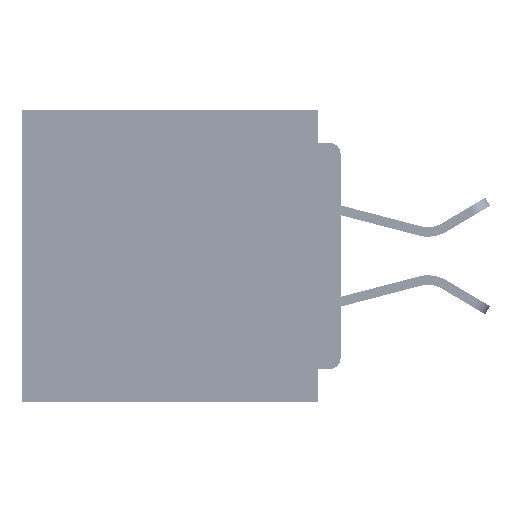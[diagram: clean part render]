
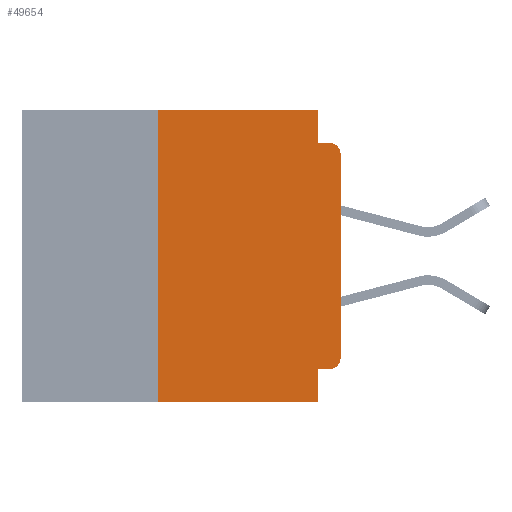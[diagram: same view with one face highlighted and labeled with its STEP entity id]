
A CAD part, left-side view. The second image highlights one B-rep face of the part: STEP entity #49654.
In plain terms, the highlighted planar face has unit normal (-1, 0, 0).
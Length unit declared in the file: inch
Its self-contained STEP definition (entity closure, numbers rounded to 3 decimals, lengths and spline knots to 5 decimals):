
#590 = ORIENTED_EDGE ( 'NONE', *, *, #36282, .F. ) ;
#1203 = VERTEX_POINT ( 'NONE', #16338 ) ;
#1207 = ORIENTED_EDGE ( 'NONE', *, *, #43214, .T. ) ;
#1415 = VECTOR ( 'NONE', #47754, 39.37008 ) ;
#1517 = DIRECTION ( 'NONE',  ( 0., 1., 0. ) ) ;
#3490 = DIRECTION ( 'NONE',  ( 1., 0., 0. ) ) ;
#3732 = VERTEX_POINT ( 'NONE', #47674 ) ;
#5021 = VECTOR ( 'NONE', #53744, 39.37008 ) ;
#5635 = CARTESIAN_POINT ( 'NONE',  ( 0., 0.031, 0. ) ) ;
#6462 = VERTEX_POINT ( 'NONE', #17765 ) ;
#8055 = CARTESIAN_POINT ( 'NONE',  ( 0., 0.031, -0.4 ) ) ;
#9098 = DIRECTION ( 'NONE',  ( -1., 0., 0. ) ) ;
#9124 = DIRECTION ( 'NONE',  ( 0., 0., 1. ) ) ;
#10141 = VERTEX_POINT ( 'NONE', #50628 ) ;
#10632 = CIRCLE ( 'NONE', #36042, 0.015 ) ;
#12007 = CIRCLE ( 'NONE', #54006, 0.015 ) ;
#12564 = CARTESIAN_POINT ( 'NONE',  ( 0., 0., -0.34 ) ) ;
#12962 = VECTOR ( 'NONE', #31092, 39.37008 ) ;
#13501 = EDGE_CURVE ( 'NONE', #16473, #1203, #52061, .T. ) ;
#13599 = VECTOR ( 'NONE', #1517, 39.37008 ) ;
#14223 = CARTESIAN_POINT ( 'NONE',  ( 0., 0.437, 0. ) ) ;
#15041 = LINE ( 'NONE', #17048, #36562 ) ;
#16291 = VECTOR ( 'NONE', #22873, 39.37008 ) ;
#16338 = CARTESIAN_POINT ( 'NONE',  ( 0., 0.031, -0.4 ) ) ;
#16473 = VERTEX_POINT ( 'NONE', #55454 ) ;
#17048 = CARTESIAN_POINT ( 'NONE',  ( 0., 0.25, -0.4 ) ) ;
#17153 = LINE ( 'NONE', #34895, #40016 ) ;
#17765 = CARTESIAN_POINT ( 'NONE',  ( 0., 0.015, -0.045 ) ) ;
#18280 = EDGE_CURVE ( 'NONE', #28310, #3732, #24314, .T. ) ;
#19009 = ORIENTED_EDGE ( 'NONE', *, *, #25221, .F. ) ;
#19028 = AXIS2_PLACEMENT_3D ( 'NONE', #20647, #3490, #33611 ) ;
#20647 = CARTESIAN_POINT ( 'NONE',  ( 0., 0.437, 0. ) ) ;
#20704 = VERTEX_POINT ( 'NONE', #52857 ) ;
#20976 = EDGE_CURVE ( 'NONE', #10141, #6462, #12007, .T. ) ;
#21140 = CARTESIAN_POINT ( 'NONE',  ( 0., 0.25, 0. ) ) ;
#21359 = DIRECTION ( 'NONE',  ( 0., 0., 1. ) ) ;
#21395 = ORIENTED_EDGE ( 'NONE', *, *, #26391, .F. ) ;
#22041 = CARTESIAN_POINT ( 'NONE',  ( 0., 0.031, 0. ) ) ;
#22551 = CARTESIAN_POINT ( 'NONE',  ( 0., 0.031, -0.355 ) ) ;
#22646 = ORIENTED_EDGE ( 'NONE', *, *, #13501, .T. ) ;
#22726 = FACE_OUTER_BOUND ( 'NONE', #51210, .T. ) ;
#22778 = CARTESIAN_POINT ( 'NONE',  ( 0., 0., -0.355 ) ) ;
#22873 = DIRECTION ( 'NONE',  ( 0., -1., 0. ) ) ;
#24226 = ORIENTED_EDGE ( 'NONE', *, *, #18280, .F. ) ;
#24314 = LINE ( 'NONE', #22041, #1415 ) ;
#24739 = DIRECTION ( 'NONE',  ( -1., 0., 0. ) ) ;
#25059 = LINE ( 'NONE', #22778, #13599 ) ;
#25221 = EDGE_CURVE ( 'NONE', #43090, #28310, #50534, .T. ) ;
#26364 = VECTOR ( 'NONE', #29731, 39.37008 ) ;
#26391 = EDGE_CURVE ( 'NONE', #3732, #6462, #47224, .T. ) ;
#27703 = LINE ( 'NONE', #8055, #26364 ) ;
#28310 = VERTEX_POINT ( 'NONE', #5635 ) ;
#29731 = DIRECTION ( 'NONE',  ( 0., 0., -1. ) ) ;
#31092 = DIRECTION ( 'NONE',  ( 0., -1., 0. ) ) ;
#31604 = EDGE_CURVE ( 'NONE', #32151, #10141, #17153, .T. ) ;
#32151 = VERTEX_POINT ( 'NONE', #12564 ) ;
#33611 = DIRECTION ( 'NONE',  ( 0., 0., -1. ) ) ;
#34057 = VERTEX_POINT ( 'NONE', #22551 ) ;
#34866 = CARTESIAN_POINT ( 'NONE',  ( 0., 0.015, -0.34 ) ) ;
#34895 = CARTESIAN_POINT ( 'NONE',  ( 0., 0., 0. ) ) ;
#35002 = EDGE_CURVE ( 'NONE', #16473, #43090, #15041, .T. ) ;
#35905 = EDGE_CURVE ( 'NONE', #20704, #34057, #25059, .T. ) ;
#36042 = AXIS2_PLACEMENT_3D ( 'NONE', #34866, #9098, #39186 ) ;
#36282 = EDGE_CURVE ( 'NONE', #34057, #1203, #27703, .T. ) ;
#36562 = VECTOR ( 'NONE', #21359, 39.37008 ) ;
#39186 = DIRECTION ( 'NONE',  ( 0., 0., -1. ) ) ;
#39410 = ORIENTED_EDGE ( 'NONE', *, *, #31604, .T. ) ;
#39686 = CARTESIAN_POINT ( 'NONE',  ( 0., 0., -0.045 ) ) ;
#40016 = VECTOR ( 'NONE', #9124, 39.37008 ) ;
#41946 = ORIENTED_EDGE ( 'NONE', *, *, #20976, .T. ) ;
#42076 = PLANE ( 'NONE',  #19028 ) ;
#42204 = ORIENTED_EDGE ( 'NONE', *, *, #35002, .F. ) ;
#43090 = VERTEX_POINT ( 'NONE', #21140 ) ;
#43214 = EDGE_CURVE ( 'NONE', #20704, #32151, #10632, .T. ) ;
#47224 = LINE ( 'NONE', #39686, #12962 ) ;
#47674 = CARTESIAN_POINT ( 'NONE',  ( 0., 0.031, -0.045 ) ) ;
#47754 = DIRECTION ( 'NONE',  ( 0., 0., -1. ) ) ;
#49654 = ADVANCED_FACE ( 'NONE', ( #22726 ), #42076, .F. ) ;
#50413 = CARTESIAN_POINT ( 'NONE',  ( 0., 0.015, -0.06 ) ) ;
#50534 = LINE ( 'NONE', #14223, #16291 ) ;
#50628 = CARTESIAN_POINT ( 'NONE',  ( 0., 0., -0.06 ) ) ;
#51210 = EDGE_LOOP ( 'NONE', ( #39410, #41946, #21395, #24226, #19009, #42204, #22646, #590, #55299, #1207 ) ) ;
#52061 = LINE ( 'NONE', #53557, #5021 ) ;
#52857 = CARTESIAN_POINT ( 'NONE',  ( 0., 0.015, -0.355 ) ) ;
#53557 = CARTESIAN_POINT ( 'NONE',  ( 0., 0.437, -0.4 ) ) ;
#53744 = DIRECTION ( 'NONE',  ( 0., -1., 0. ) ) ;
#54006 = AXIS2_PLACEMENT_3D ( 'NONE', #50413, #24739, #54662 ) ;
#54662 = DIRECTION ( 'NONE',  ( 0., 0., -1. ) ) ;
#55299 = ORIENTED_EDGE ( 'NONE', *, *, #35905, .F. ) ;
#55454 = CARTESIAN_POINT ( 'NONE',  ( 0., 0.25, -0.4 ) ) ;
